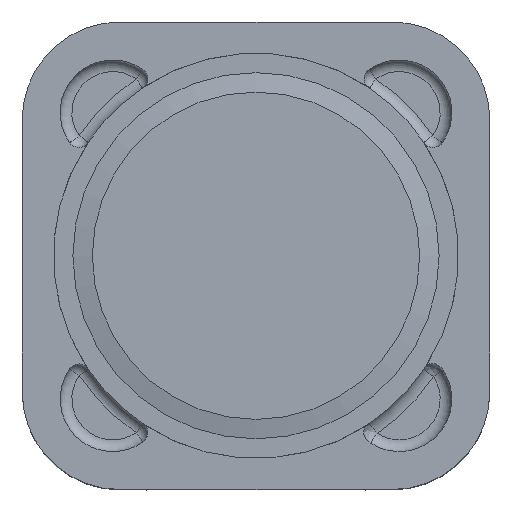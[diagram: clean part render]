
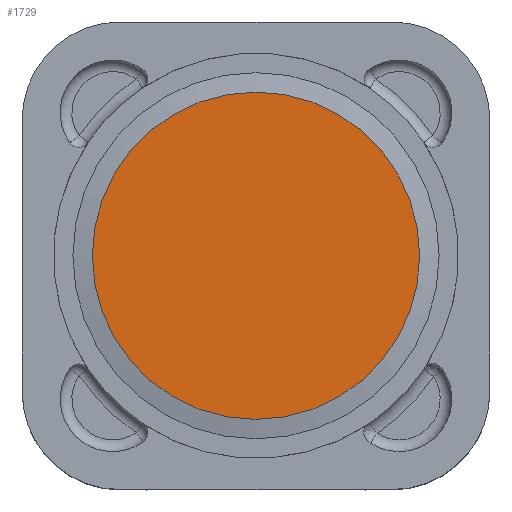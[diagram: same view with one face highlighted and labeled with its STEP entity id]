
A CAD part, top view. The second image highlights one B-rep face of the part: STEP entity #1729.
In plain terms, the highlighted planar face has unit normal (0, 0, 1).
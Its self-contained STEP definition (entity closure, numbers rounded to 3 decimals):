
#96=FACE_OUTER_BOUND('',#198,.T.);
#198=EDGE_LOOP('',(#1188));
#661=CIRCLE('',#1867,4.2);
#752=VERTEX_POINT('',#2654);
#922=EDGE_CURVE('',#752,#752,#661,.T.);
#1188=ORIENTED_EDGE('',*,*,#922,.T.);
#1661=PLANE('',#1866);
#1729=ADVANCED_FACE('',(#96),#1661,.T.);
#1866=AXIS2_PLACEMENT_3D('',#2653,#2085,#2086);
#1867=AXIS2_PLACEMENT_3D('',#2655,#2087,#2088);
#2085=DIRECTION('center_axis',(0.,0.,1.));
#2086=DIRECTION('ref_axis',(1.,0.,0.));
#2087=DIRECTION('center_axis',(0.,0.,1.));
#2088=DIRECTION('ref_axis',(-1.,0.,0.));
#2653=CARTESIAN_POINT('Origin',(0.,0.,
7.46));
#2654=CARTESIAN_POINT('',(4.2,0.,7.46));
#2655=CARTESIAN_POINT('Origin',(0.,0.,7.46));
